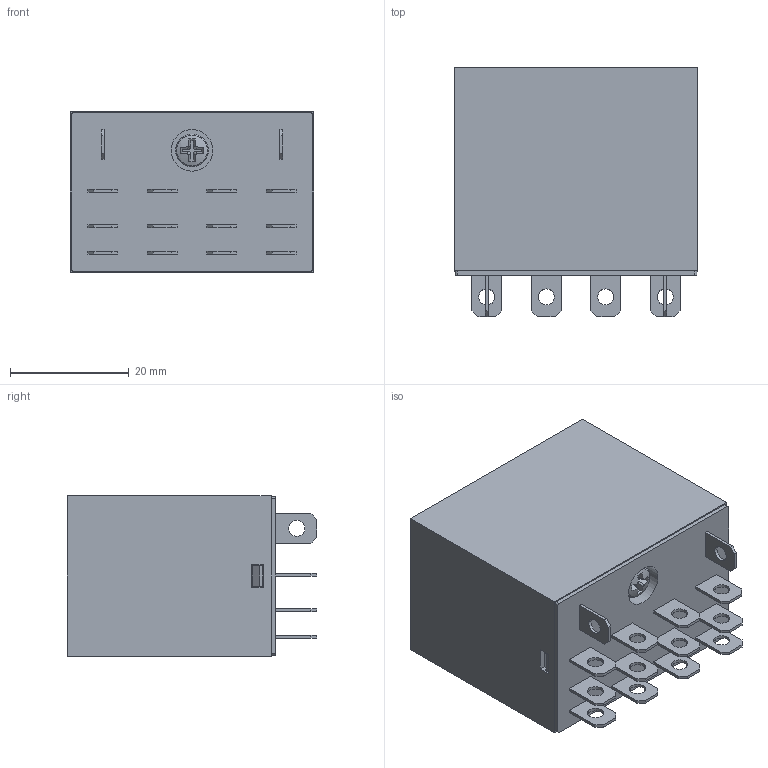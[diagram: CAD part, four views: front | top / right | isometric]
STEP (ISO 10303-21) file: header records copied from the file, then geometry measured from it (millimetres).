
FILE_DESCRIPTION (( 'STEP AP203' ), '1' );
FILE_NAME ('RRP10-3-10-024A-LED Ðåëå ÐÝÊ77-3(LY3) ñ èíäèêàöèåé 10À 24Â ÀC ÈÝÊ.STEP', '2017-10-20T11:47:50', ( '' ), ( '' ), 'SwSTEP 2.0', 'SolidWorks 2014', '' );
FILE_SCHEMA (( 'CONFIG_CONTROL_DESIGN' ));
Length unit declared in the file: millimetre
Products named in the file (1): RRP10-3-10-024A-LED Ðåëå ÐÝÊ77-3(LY3) ñ èíäèêàöèåé 10À 24Â ÀC ÈÝÊ
Bounding box: 41 x 42 x 27 mm (x, y, z)
Volume: 38842.4 mm3; surface area: 8091.9 mm2
Topology: 1 solids, 1 shells, 178 faces, 475 edges, 320 vertices
Faces by surface type: plane 152, cylinder 24, sphere 1, torus 1
Full cylindrical faces by diameter (mm): 2.7 x14, 5.5 x1, 7 x1
Entity records: 5435 total; most frequent: CARTESIAN_POINT 963, ORIENTED_EDGE 890, DIRECTION 848, EDGE_CURVE 445, LINE 384, VECTOR 384, VERTEX_POINT 307, EDGE_LOOP 244
